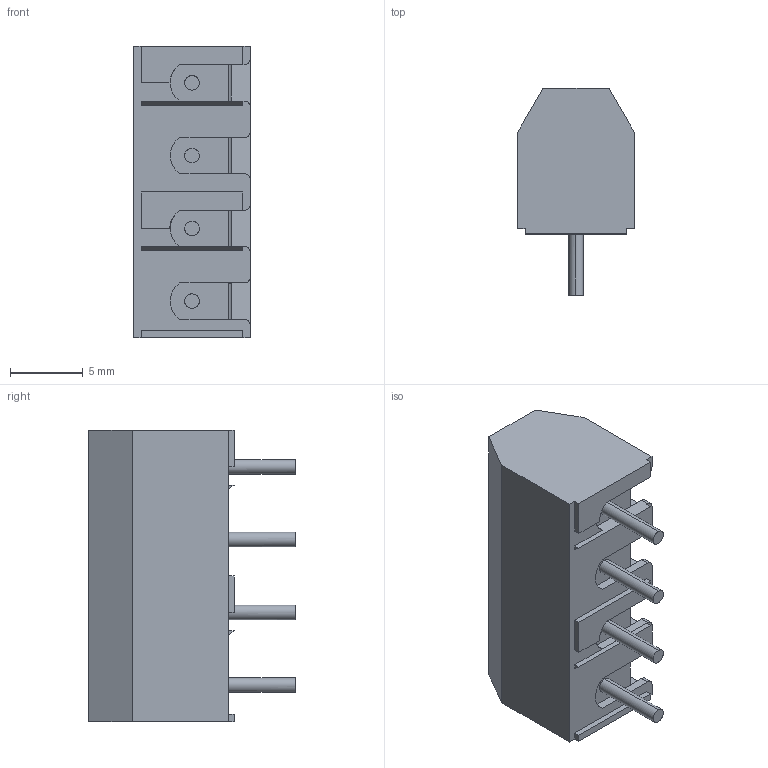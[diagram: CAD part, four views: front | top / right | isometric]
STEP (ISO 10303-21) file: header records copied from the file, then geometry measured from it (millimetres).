
FILE_DESCRIPTION (( 'STEP AP214' ), '1' );
FILE_NAME ('950-FB-04.STEP', '2008-03-05T04:51:53', ( ' ' ), ( '' ), 'SwSTEP 2.0', 'SolidWorks 2007', '' );
FILE_SCHEMA (( 'AUTOMOTIVE_DESIGN' ));
Length unit declared in the file: millimetre
Products named in the file (1): 950-FB-04
Bounding box: 8 x 14.2 x 20 mm (x, y, z)
Volume: 1122.2 mm3; surface area: 1348.4 mm2
Topology: 1 solids, 1 shells, 304 faces, 916 edges, 618 vertices
Faces by surface type: plane 230, cylinder 66, cone 8
Entity records: 10993 total; most frequent: CARTESIAN_POINT 3052, ORIENTED_EDGE 1832, DIRECTION 1392, EDGE_CURVE 916, VECTOR 628, LINE 628, VERTEX_POINT 618, AXIS2_PLACEMENT_3D 382
